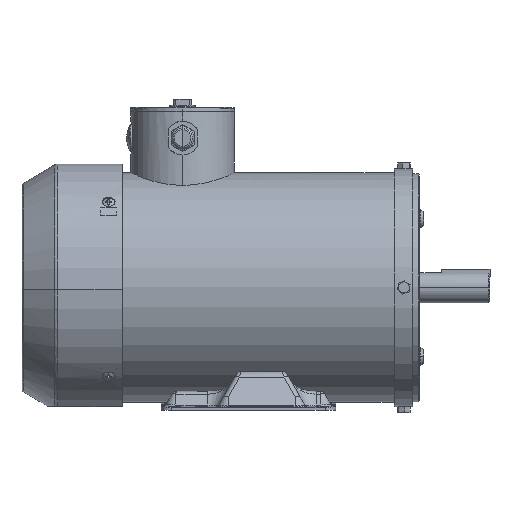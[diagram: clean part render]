
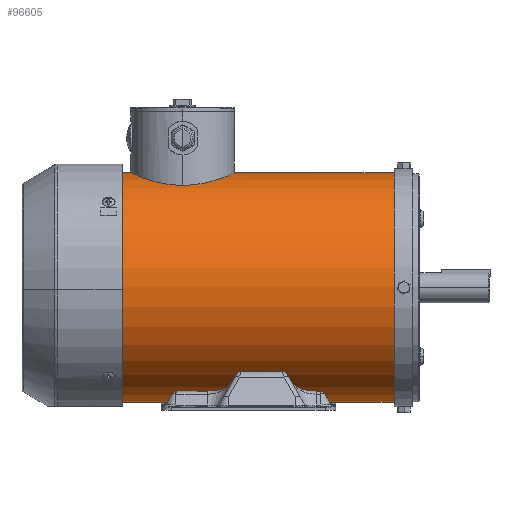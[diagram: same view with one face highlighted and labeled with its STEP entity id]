
A CAD part, top view. The second image highlights one B-rep face of the part: STEP entity #96605.
In plain terms, the highlighted cylindrical face has radius 108.5 mm (diameter 217 mm), a partial arc.
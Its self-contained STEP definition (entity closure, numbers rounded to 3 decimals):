
#681 = DIRECTION ( 'NONE',  ( 1., 0., 0. ) ) ;
#1857 = CARTESIAN_POINT ( 'NONE',  ( 73.686, 107.514, 14.599 ) ) ;
#2256 = CARTESIAN_POINT ( 'NONE',  ( 60.661, 106.641, 20. ) ) ;
#3124 = VERTEX_POINT ( 'NONE', #118181 ) ;
#3506 = CARTESIAN_POINT ( 'NONE',  ( 57.38, 106.665, 19.871 ) ) ;
#3901 = CARTESIAN_POINT ( 'NONE',  ( 44.944, 107.695, 13.229 ) ) ;
#4547 = VECTOR ( 'NONE', #27682, 1000. ) ;
#8458 = CARTESIAN_POINT ( 'NONE',  ( 260., -108.5, 0. ) ) ;
#11115 = CARTESIAN_POINT ( 'NONE',  ( 72.182, 107.333, 15.876 ) ) ;
#12745 = CARTESIAN_POINT ( 'NONE',  ( 54.824, 106.764, 19.33 ) ) ;
#13153 = CARTESIAN_POINT ( 'NONE',  ( 42.649, 108.041, 10.034 ) ) ;
#18463 = CIRCLE ( 'NONE', #34202, 108.5 ) ;
#20002 = CARTESIAN_POINT ( 'NONE',  ( 79.326, 108.378, 5.191 ) ) ;
#20009 = B_SPLINE_CURVE_WITH_KNOTS ( 'NONE', 3,
 ( #75086, #84367, #66213, #75454, #20002, #84770, #29310, #94125, #38656, #103500, #48011, #112781, #57334, #1857, #66625, #11115, #75870, #20410, #85184, #29714, #94528, #39063, #103905, #48429, #113194, #57735, #2256, #67013 ),
 .UNSPECIFIED., .F., .F.,
 ( 4, 2, 2, 2, 2, 2, 2, 2, 2, 2, 2, 2, 2, 4 ),
 ( 0.063, 0.067, 0.069, 0.07, 0.072, 0.074, 0.078, 0.08, 0.082, 0.086, 0.088, 0.09, 0.092, 0.094 ),
 .UNSPECIFIED. ) ;
#20410 = CARTESIAN_POINT ( 'NONE',  ( 70.03, 107.106, 17.352 ) ) ;
#20875 = CARTESIAN_POINT ( 'NONE',  ( 60., 106.641, 20. ) ) ;
#22081 = CARTESIAN_POINT ( 'NONE',  ( 53.564, 106.834, 18.939 ) ) ;
#22504 = CARTESIAN_POINT ( 'NONE',  ( 41.284, 108.27, 7.079 ) ) ;
#24397 = LINE ( 'NONE', #102389, #70790 ) ;
#27682 = DIRECTION ( 'NONE',  ( 1., 0., 0. ) ) ;
#29310 = CARTESIAN_POINT ( 'NONE',  ( 78.725, 108.272, 7.058 ) ) ;
#29714 = CARTESIAN_POINT ( 'NONE',  ( 67.063, 106.873, 18.723 ) ) ;
#31103 = CARTESIAN_POINT ( 'NONE',  ( 260., 108.5, 0. ) ) ;
#31117 = ORIENTED_EDGE ( 'NONE', *, *, #55645, .T. ) ;
#31395 = CARTESIAN_POINT ( 'NONE',  ( 52.639, 106.894, 18.599 ) ) ;
#31791 = CARTESIAN_POINT ( 'NONE',  ( 40.679, 108.377, 5.21 ) ) ;
#32664 = VERTEX_POINT ( 'NONE', #83099 ) ;
#34202 = AXIS2_PLACEMENT_3D ( 'NONE', #91268, #35856, #100673 ) ;
#35856 = DIRECTION ( 'NONE',  ( 1., 0., 0. ) ) ;
#38008 = ORIENTED_EDGE ( 'NONE', *, *, #53348, .T. ) ;
#38656 = CARTESIAN_POINT ( 'NONE',  ( 77.946, 108.14, 8.852 ) ) ;
#39063 = CARTESIAN_POINT ( 'NONE',  ( 65.183, 106.765, 19.328 ) ) ;
#39418 = ORIENTED_EDGE ( 'NONE', *, *, #64429, .F. ) ;
#40467 = EDGE_CURVE ( 'NONE', #51541, #32664, #54586, .T. ) ;
#40714 = CARTESIAN_POINT ( 'NONE',  ( 49.982, 107.105, 17.359 ) ) ;
#41107 = CARTESIAN_POINT ( 'NONE',  ( 40.13, 108.476, 2.631 ) ) ;
#46004 = B_SPLINE_CURVE_WITH_KNOTS ( 'NONE', 3,
 ( #20875, #105181, #3506, #68253, #12745, #77546, #22081, #86834, #31395, #96217, #40714, #105555, #50113, #114859, #59374, #3901, #68662, #13153, #77941, #22504, #87233, #31791, #96626, #41107, #105961, #50520 ),
 .UNSPECIFIED., .F., .F.,
 ( 4, 2, 2, 2, 2, 2, 2, 2, 2, 2, 2, 2, 4 ),
 ( 0.094, 0.098, 0.1, 0.101, 0.102, 0.106, 0.108, 0.11, 0.114, 0.117, 0.119, 0.121, 0.125 ),
 .UNSPECIFIED. ) ;
#48011 = CARTESIAN_POINT ( 'NONE',  ( 76.988, 107.985, 10.576 ) ) ;
#48429 = CARTESIAN_POINT ( 'NONE',  ( 63.271, 106.689, 19.742 ) ) ;
#50113 = CARTESIAN_POINT ( 'NONE',  ( 47.819, 107.333, 15.876 ) ) ;
#50520 = CARTESIAN_POINT ( 'NONE',  ( 40., 108.5, 0. ) ) ;
#51541 = VERTEX_POINT ( 'NONE', #99749 ) ;
#53348 = EDGE_CURVE ( 'NONE', #117008, #100867, #20009, .T. ) ;
#53618 = FACE_OUTER_BOUND ( 'NONE', #87334, .T. ) ;
#53749 = DIRECTION ( 'NONE',  ( 1., 0., 0. ) ) ;
#53854 = LINE ( 'NONE', #92454, #4547 ) ;
#54586 = LINE ( 'NONE', #103687, #103835 ) ;
#55645 = EDGE_CURVE ( 'NONE', #51541, #3124, #108207, .T. ) ;
#57334 = CARTESIAN_POINT ( 'NONE',  ( 75.068, 107.696, 13.215 ) ) ;
#57590 = EDGE_CURVE ( 'NONE', #100867, #32664, #46004, .T. ) ;
#57735 = CARTESIAN_POINT ( 'NONE',  ( 61.321, 106.647, 19.967 ) ) ;
#58376 = VERTEX_POINT ( 'NONE', #31103 ) ;
#59374 = CARTESIAN_POINT ( 'NONE',  ( 46.323, 107.513, 14.607 ) ) ;
#64324 = ORIENTED_EDGE ( 'NONE', *, *, #40467, .F. ) ;
#64429 = EDGE_CURVE ( 'NONE', #117008, #58376, #24397, .T. ) ;
#64819 = EDGE_CURVE ( 'NONE', #58376, #79449, #18463, .T. ) ;
#65426 = CARTESIAN_POINT ( 'NONE',  ( 260., 0., 0. ) ) ;
#66213 = CARTESIAN_POINT ( 'NONE',  ( 79.873, 108.476, 2.608 ) ) ;
#66625 = CARTESIAN_POINT ( 'NONE',  ( 73.2, 107.453, 15.04 ) ) ;
#67013 = CARTESIAN_POINT ( 'NONE',  ( 60., 106.641, 20. ) ) ;
#68253 = CARTESIAN_POINT ( 'NONE',  ( 55.459, 106.735, 19.489 ) ) ;
#68397 = DIRECTION ( 'NONE',  ( 1., 0., 0. ) ) ;
#68662 = CARTESIAN_POINT ( 'NONE',  ( 44.116, 107.815, 12.224 ) ) ;
#69716 = EDGE_CURVE ( 'NONE', #3124, #79449, #53854, .T. ) ;
#70790 = VECTOR ( 'NONE', #111710, 1000. ) ;
#75086 = CARTESIAN_POINT ( 'NONE',  ( 80., 108.5, 0. ) ) ;
#75454 = CARTESIAN_POINT ( 'NONE',  ( 79.487, 108.406, 4.55 ) ) ;
#75870 = CARTESIAN_POINT ( 'NONE',  ( 71.656, 107.274, 16.266 ) ) ;
#77546 = CARTESIAN_POINT ( 'NONE',  ( 53.879, 106.816, 19.043 ) ) ;
#77941 = CARTESIAN_POINT ( 'NONE',  ( 42.033, 108.143, 8.883 ) ) ;
#79449 = VERTEX_POINT ( 'NONE', #8458 ) ;
#79739 = CARTESIAN_POINT ( 'NONE',  ( 80., 108.5, 0. ) ) ;
#82375 = ORIENTED_EDGE ( 'NONE', *, *, #57590, .T. ) ;
#83099 = CARTESIAN_POINT ( 'NONE',  ( 40., 108.5, 0. ) ) ;
#84367 = CARTESIAN_POINT ( 'NONE',  ( 80., 108.5, 1.307 ) ) ;
#84770 = CARTESIAN_POINT ( 'NONE',  ( 78.945, 108.31, 6.444 ) ) ;
#85184 = CARTESIAN_POINT ( 'NONE',  ( 68.883, 107.003, 17.967 ) ) ;
#86834 = CARTESIAN_POINT ( 'NONE',  ( 52.945, 106.873, 18.717 ) ) ;
#87233 = CARTESIAN_POINT ( 'NONE',  ( 41.062, 108.309, 6.465 ) ) ;
#87334 = EDGE_LOOP ( 'NONE', ( #31117, #109644, #112565, #39418, #38008, #82375, #64324 ) ) ;
#89830 = AXIS2_PLACEMENT_3D ( 'NONE', #109237, #53749, #118543 ) ;
#91268 = CARTESIAN_POINT ( 'NONE',  ( 260., 0., 0. ) ) ;
#92454 = CARTESIAN_POINT ( 'NONE',  ( 260., -108.5, 0. ) ) ;
#94125 = CARTESIAN_POINT ( 'NONE',  ( 78.225, 108.187, 8.262 ) ) ;
#94528 = CARTESIAN_POINT ( 'NONE',  ( 66.438, 106.833, 18.947 ) ) ;
#96217 = CARTESIAN_POINT ( 'NONE',  ( 51.129, 107.002, 17.973 ) ) ;
#96605 = ADVANCED_FACE ( 'NONE', ( #53618 ), #99949, .T. ) ;
#96626 = CARTESIAN_POINT ( 'NONE',  ( 40.517, 108.406, 4.567 ) ) ;
#99749 = CARTESIAN_POINT ( 'NONE',  ( 0., 108.5, 0. ) ) ;
#99949 = CYLINDRICAL_SURFACE ( 'NONE', #103667, 108.5 ) ;
#100673 = DIRECTION ( 'NONE',  ( 0., 1., 0. ) ) ;
#100867 = VERTEX_POINT ( 'NONE', #107460 ) ;
#102389 = CARTESIAN_POINT ( 'NONE',  ( 260., 108.5, 0. ) ) ;
#103500 = CARTESIAN_POINT ( 'NONE',  ( 77.329, 108.039, 10.008 ) ) ;
#103667 = AXIS2_PLACEMENT_3D ( 'NONE', #65426, #681, #111619 ) ;
#103687 = CARTESIAN_POINT ( 'NONE',  ( 260., 108.5, 0. ) ) ;
#103835 = VECTOR ( 'NONE', #68397, 1000. ) ;
#103905 = CARTESIAN_POINT ( 'NONE',  ( 64.55, 106.736, 19.487 ) ) ;
#105181 = CARTESIAN_POINT ( 'NONE',  ( 58.68, 106.641, 20. ) ) ;
#105555 = CARTESIAN_POINT ( 'NONE',  ( 48.35, 107.274, 16.27 ) ) ;
#105961 = CARTESIAN_POINT ( 'NONE',  ( 40., 108.5, 1.324 ) ) ;
#107460 = CARTESIAN_POINT ( 'NONE',  ( 60., 106.641, 20. ) ) ;
#108207 = CIRCLE ( 'NONE', #89830, 108.5 ) ;
#109237 = CARTESIAN_POINT ( 'NONE',  ( 0., 0., 0. ) ) ;
#109644 = ORIENTED_EDGE ( 'NONE', *, *, #69716, .T. ) ;
#111619 = DIRECTION ( 'NONE',  ( 0., 1., 0. ) ) ;
#111710 = DIRECTION ( 'NONE',  ( 1., 0., 0. ) ) ;
#112565 = ORIENTED_EDGE ( 'NONE', *, *, #64819, .F. ) ;
#112781 = CARTESIAN_POINT ( 'NONE',  ( 75.894, 107.816, 12.21 ) ) ;
#113194 = CARTESIAN_POINT ( 'NONE',  ( 62.625, 106.671, 19.838 ) ) ;
#114859 = CARTESIAN_POINT ( 'NONE',  ( 46.806, 107.453, 15.045 ) ) ;
#117008 = VERTEX_POINT ( 'NONE', #79739 ) ;
#118181 = CARTESIAN_POINT ( 'NONE',  ( 0., -108.5, 0. ) ) ;
#118543 = DIRECTION ( 'NONE',  ( 0., 1., 0. ) ) ;
